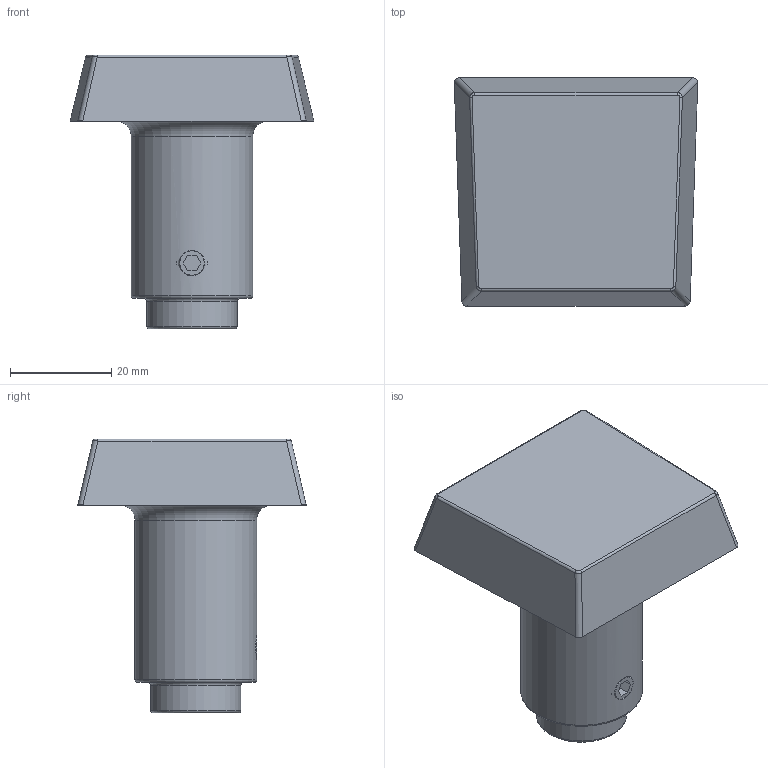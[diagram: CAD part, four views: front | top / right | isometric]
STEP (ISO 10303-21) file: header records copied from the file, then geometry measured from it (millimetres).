
FILE_DESCRIPTION (( 'STEP AP203' ), '1' );
FILE_NAME ('15826.STEP', '2024-08-15T08:11:28', ( '' ), ( '' ), 'SwSTEP 2.0', 'SolidWorks 2018', '' );
FILE_SCHEMA (( 'CONFIG_CONTROL_DESIGN' ));
Length unit declared in the file: millimetre
Products named in the file (3): 15727 Teil1_15826 Teil1; 15826; DIN914_DIN 914 M6x8
Assembly tree (2 placements, depth 2):
  15826
    15727 Teil1_15826 Teil1
    DIN914_DIN 914 M6x8
Bounding box: 48 x 45 x 54 mm (x, y, z)
Volume: 38739 mm3; surface area: 10355.8 mm2
Topology: 2 solids, 2 shells, 234 faces, 608 edges, 401 vertices
Faces by surface type: plane 116, bspline 92, cylinder 20, torus 4, cone 2
Full cylindrical faces by diameter (mm): 5 x1, 6 x1, 17.8 x1, 24 x1
Entity records: 11946 total; most frequent: CARTESIAN_POINT 6605, ORIENTED_EDGE 1194, DIRECTION 727, EDGE_CURVE 597, VERTEX_POINT 400, VECTOR 367, LINE 367, EDGE_LOOP 269
